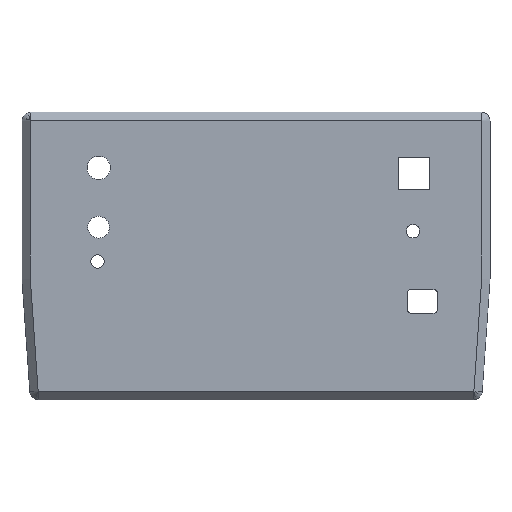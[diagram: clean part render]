
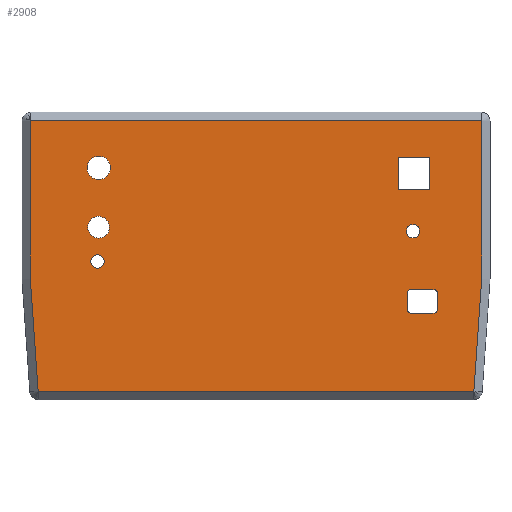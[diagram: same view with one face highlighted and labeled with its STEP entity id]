
A CAD part, top view. The second image highlights one B-rep face of the part: STEP entity #2908.
In plain terms, the highlighted planar face has unit normal (0, 0, 1).
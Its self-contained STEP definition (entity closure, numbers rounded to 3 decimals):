
#63=FACE_BOUND('',#481,.T.);
#64=FACE_BOUND('',#482,.T.);
#65=FACE_BOUND('',#483,.T.);
#66=FACE_BOUND('',#484,.T.);
#67=FACE_BOUND('',#485,.T.);
#68=FACE_BOUND('',#486,.T.);
#150=CIRCLE('',#2972,1.);
#152=CIRCLE('',#2976,1.);
#154=CIRCLE('',#2980,1.);
#156=CIRCLE('',#2984,1.);
#157=CIRCLE('',#2986,3.5);
#182=CIRCLE('',#3080,2.);
#183=CIRCLE('',#3082,3.25);
#184=CIRCLE('',#3084,2.);
#312=FACE_OUTER_BOUND('',#480,.T.);
#480=EDGE_LOOP('',(#2441,#2442,#2443,#2444,#2445,#2446));
#481=EDGE_LOOP('',(#2447,#2448,#2449,#2450,#2451,#2452,#2453,#2454));
#482=EDGE_LOOP('',(#2455));
#483=EDGE_LOOP('',(#2456,#2457,#2458,#2459));
#484=EDGE_LOOP('',(#2460));
#485=EDGE_LOOP('',(#2461));
#486=EDGE_LOOP('',(#2462));
#535=LINE('',#3755,#843);
#539=LINE('',#3767,#847);
#543=LINE('',#3779,#851);
#547=LINE('',#3791,#855);
#645=LINE('',#4086,#953);
#648=LINE('',#4091,#956);
#761=LINE('',#4851,#1069);
#762=LINE('',#4853,#1070);
#802=LINE('',#4963,#1110);
#803=LINE('',#4965,#1111);
#804=LINE('',#4967,#1112);
#805=LINE('',#4969,#1113);
#806=LINE('',#4971,#1114);
#807=LINE('',#4972,#1115);
#843=VECTOR('',#3131,10.);
#847=VECTOR('',#3143,10.);
#851=VECTOR('',#3155,10.);
#855=VECTOR('',#3167,10.);
#953=VECTOR('',#3389,10.);
#956=VECTOR('',#3394,10.);
#1069=VECTOR('',#3573,10.);
#1070=VECTOR('',#3576,10.);
#1110=VECTOR('',#3664,10.);
#1111=VECTOR('',#3665,10.);
#1112=VECTOR('',#3666,10.);
#1113=VECTOR('',#3667,10.);
#1114=VECTOR('',#3668,10.);
#1115=VECTOR('',#3669,10.);
#1151=VERTEX_POINT('',#3752);
#1152=VERTEX_POINT('',#3754);
#1154=VERTEX_POINT('',#3760);
#1156=VERTEX_POINT('',#3766);
#1158=VERTEX_POINT('',#3772);
#1160=VERTEX_POINT('',#3778);
#1162=VERTEX_POINT('',#3784);
#1164=VERTEX_POINT('',#3790);
#1165=VERTEX_POINT('',#3797);
#1258=VERTEX_POINT('',#4083);
#1259=VERTEX_POINT('',#4085);
#1260=VERTEX_POINT('',#4089);
#1361=VERTEX_POINT('',#4849);
#1362=VERTEX_POINT('',#4855);
#1363=VERTEX_POINT('',#4859);
#1364=VERTEX_POINT('',#4863);
#1386=VERTEX_POINT('',#4961);
#1387=VERTEX_POINT('',#4962);
#1388=VERTEX_POINT('',#4964);
#1389=VERTEX_POINT('',#4966);
#1390=VERTEX_POINT('',#4968);
#1391=VERTEX_POINT('',#4970);
#1427=EDGE_CURVE('',#1152,#1151,#535,.T.);
#1430=EDGE_CURVE('',#1154,#1152,#150,.T.);
#1433=EDGE_CURVE('',#1156,#1154,#539,.T.);
#1436=EDGE_CURVE('',#1158,#1156,#152,.T.);
#1439=EDGE_CURVE('',#1160,#1158,#543,.T.);
#1442=EDGE_CURVE('',#1162,#1160,#154,.T.);
#1445=EDGE_CURVE('',#1164,#1162,#547,.T.);
#1448=EDGE_CURVE('',#1151,#1164,#156,.T.);
#1449=EDGE_CURVE('',#1165,#1165,#157,.T.);
#1572=EDGE_CURVE('',#1259,#1258,#645,.T.);
#1575=EDGE_CURVE('',#1258,#1260,#648,.T.);
#1722=EDGE_CURVE('',#1260,#1361,#761,.T.);
#1723=EDGE_CURVE('',#1361,#1259,#762,.T.);
#1724=EDGE_CURVE('',#1362,#1362,#182,.T.);
#1726=EDGE_CURVE('',#1363,#1363,#183,.T.);
#1728=EDGE_CURVE('',#1364,#1364,#184,.T.);
#1770=EDGE_CURVE('',#1386,#1387,#802,.T.);
#1771=EDGE_CURVE('',#1387,#1388,#803,.T.);
#1772=EDGE_CURVE('',#1388,#1389,#804,.T.);
#1773=EDGE_CURVE('',#1389,#1390,#805,.T.);
#1774=EDGE_CURVE('',#1390,#1391,#806,.T.);
#1775=EDGE_CURVE('',#1391,#1386,#807,.T.);
#2441=ORIENTED_EDGE('',*,*,#1770,.T.);
#2442=ORIENTED_EDGE('',*,*,#1771,.T.);
#2443=ORIENTED_EDGE('',*,*,#1772,.T.);
#2444=ORIENTED_EDGE('',*,*,#1773,.T.);
#2445=ORIENTED_EDGE('',*,*,#1774,.T.);
#2446=ORIENTED_EDGE('',*,*,#1775,.T.);
#2447=ORIENTED_EDGE('',*,*,#1427,.T.);
#2448=ORIENTED_EDGE('',*,*,#1448,.T.);
#2449=ORIENTED_EDGE('',*,*,#1445,.T.);
#2450=ORIENTED_EDGE('',*,*,#1442,.T.);
#2451=ORIENTED_EDGE('',*,*,#1439,.T.);
#2452=ORIENTED_EDGE('',*,*,#1436,.T.);
#2453=ORIENTED_EDGE('',*,*,#1433,.T.);
#2454=ORIENTED_EDGE('',*,*,#1430,.T.);
#2455=ORIENTED_EDGE('',*,*,#1449,.T.);
#2456=ORIENTED_EDGE('',*,*,#1722,.T.);
#2457=ORIENTED_EDGE('',*,*,#1723,.T.);
#2458=ORIENTED_EDGE('',*,*,#1572,.T.);
#2459=ORIENTED_EDGE('',*,*,#1575,.T.);
#2460=ORIENTED_EDGE('',*,*,#1724,.T.);
#2461=ORIENTED_EDGE('',*,*,#1726,.T.);
#2462=ORIENTED_EDGE('',*,*,#1728,.T.);
#2776=PLANE('',#3102);
#2908=ADVANCED_FACE('',(#312,#63,#64,#65,#66,#67,#68),#2776,.F.);
#2972=AXIS2_PLACEMENT_3D('',#3761,#3137,#3138);
#2976=AXIS2_PLACEMENT_3D('',#3773,#3149,#3150);
#2980=AXIS2_PLACEMENT_3D('',#3785,#3161,#3162);
#2984=AXIS2_PLACEMENT_3D('',#3795,#3173,#3174);
#2986=AXIS2_PLACEMENT_3D('',#3798,#3177,#3178);
#3080=AXIS2_PLACEMENT_3D('',#4856,#3579,#3580);
#3082=AXIS2_PLACEMENT_3D('',#4860,#3584,#3585);
#3084=AXIS2_PLACEMENT_3D('',#4864,#3589,#3590);
#3102=AXIS2_PLACEMENT_3D('',#4960,#3662,#3663);
#3131=DIRECTION('',(1.,0.,0.));
#3137=DIRECTION('center_axis',(0.,0.,-1.));
#3138=DIRECTION('ref_axis',(0.,1.,0.));
#3143=DIRECTION('',(0.,1.,0.));
#3149=DIRECTION('center_axis',(0.,0.,-1.));
#3150=DIRECTION('ref_axis',(-1.,0.,0.));
#3155=DIRECTION('',(-1.,0.,0.));
#3161=DIRECTION('center_axis',(0.,0.,-1.));
#3162=DIRECTION('ref_axis',(0.,-1.,0.));
#3167=DIRECTION('',(0.,-1.,0.));
#3173=DIRECTION('center_axis',(0.,0.,-1.));
#3174=DIRECTION('ref_axis',(1.,0.,0.));
#3177=DIRECTION('center_axis',(0.,0.,-1.));
#3178=DIRECTION('ref_axis',(-1.,0.,0.));
#3389=DIRECTION('',(-1.,0.,0.));
#3394=DIRECTION('',(0.,1.,0.));
#3573=DIRECTION('',(1.,0.,0.));
#3576=DIRECTION('',(0.,-1.,0.));
#3579=DIRECTION('center_axis',(0.,0.,-1.));
#3580=DIRECTION('ref_axis',(-1.,0.,0.));
#3584=DIRECTION('center_axis',(0.,0.,-1.));
#3585=DIRECTION('ref_axis',(-1.,0.,0.));
#3589=DIRECTION('center_axis',(0.,0.,-1.));
#3590=DIRECTION('ref_axis',(-1.,0.,0.));
#3662=DIRECTION('center_axis',(0.,0.,-1.));
#3663=DIRECTION('ref_axis',(-1.,0.,0.));
#3664=DIRECTION('',(-1.,0.,0.));
#3665=DIRECTION('',(0.,-1.,0.));
#3666=DIRECTION('',(0.069,-0.998,0.));
#3667=DIRECTION('',(1.,0.,0.));
#3668=DIRECTION('',(0.069,0.998,0.));
#3669=DIRECTION('',(0.,1.,0.));
#3752=CARTESIAN_POINT('',(53.112,-53.083,16.));
#3754=CARTESIAN_POINT('',(46.112,-53.083,16.));
#3755=CARTESIAN_POINT('',(22.987,-53.083,16.));
#3760=CARTESIAN_POINT('',(45.112,-54.083,16.));
#3761=CARTESIAN_POINT('Origin',(46.112,-54.083,16.));
#3766=CARTESIAN_POINT('',(45.112,-59.083,16.));
#3767=CARTESIAN_POINT('',(45.112,-50.825,16.));
#3772=CARTESIAN_POINT('',(46.112,-60.083,16.));
#3773=CARTESIAN_POINT('Origin',(46.112,-59.083,16.));
#3778=CARTESIAN_POINT('',(53.112,-60.083,16.));
#3779=CARTESIAN_POINT('',(26.487,-60.083,16.));
#3784=CARTESIAN_POINT('',(54.112,-59.083,16.));
#3785=CARTESIAN_POINT('Origin',(53.112,-59.083,16.));
#3790=CARTESIAN_POINT('',(54.112,-54.083,16.));
#3791=CARTESIAN_POINT('',(54.112,-48.325,16.));
#3795=CARTESIAN_POINT('Origin',(53.112,-54.083,16.));
#3797=CARTESIAN_POINT('',(-43.658,-16.658,16.));
#3798=CARTESIAN_POINT('Origin',(-47.158,-16.658,16.));
#4083=CARTESIAN_POINT('',(42.373,-22.973,16.));
#4085=CARTESIAN_POINT('',(51.873,-22.973,16.));
#4086=CARTESIAN_POINT('',(25.868,-22.973,16.));
#4089=CARTESIAN_POINT('',(42.373,-13.473,16.));
#4091=CARTESIAN_POINT('',(42.373,-32.77,16.));
#4849=CARTESIAN_POINT('',(51.873,-13.473,16.));
#4851=CARTESIAN_POINT('',(21.118,-13.473,16.));
#4853=CARTESIAN_POINT('',(51.873,-28.02,16.));
#4855=CARTESIAN_POINT('',(48.85,-35.605,16.));
#4856=CARTESIAN_POINT('Origin',(46.85,-35.605,16.));
#4859=CARTESIAN_POINT('',(-43.95,-34.41,16.));
#4860=CARTESIAN_POINT('Origin',(-47.2,-34.41,16.));
#4863=CARTESIAN_POINT('',(-45.55,-44.67,16.));
#4864=CARTESIAN_POINT('Origin',(-47.55,-44.67,16.));
#4960=CARTESIAN_POINT('Origin',(-0.137,-42.567,16.));
#4961=CARTESIAN_POINT('',(67.363,-2.5,16.));
#4962=CARTESIAN_POINT('',(-67.637,-2.5,16.));
#4963=CARTESIAN_POINT('',(67.363,-2.5,16.));
#4964=CARTESIAN_POINT('',(-67.637,-49.913,16.));
#4965=CARTESIAN_POINT('',(-67.637,-2.5,16.));
#4966=CARTESIAN_POINT('',(-65.304,-83.5,16.));
#4967=CARTESIAN_POINT('',(-67.637,-49.913,16.));
#4968=CARTESIAN_POINT('',(65.031,-83.5,16.));
#4969=CARTESIAN_POINT('',(-65.304,-83.5,16.));
#4970=CARTESIAN_POINT('',(67.363,-49.913,16.));
#4971=CARTESIAN_POINT('',(65.031,-83.5,16.));
#4972=CARTESIAN_POINT('',(67.363,-49.913,16.));
